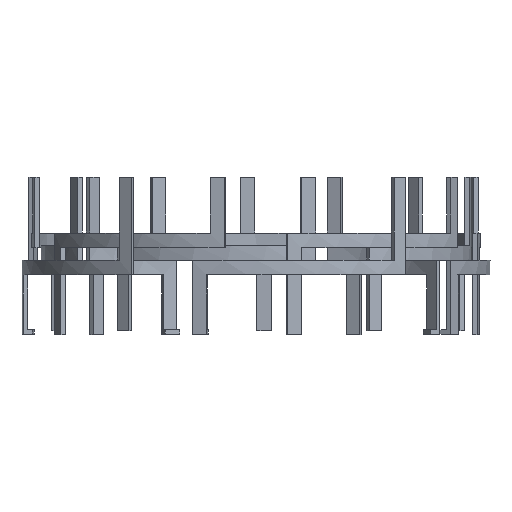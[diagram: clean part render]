
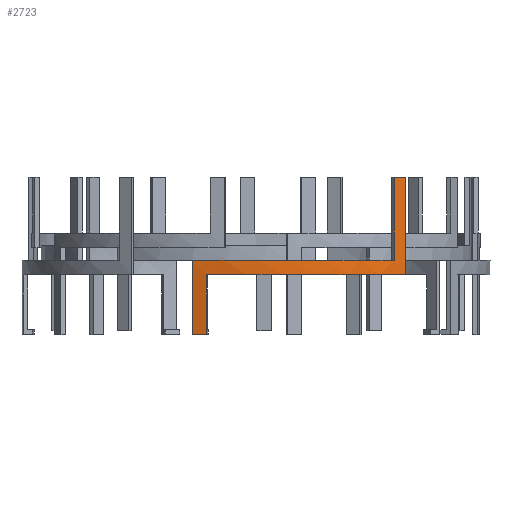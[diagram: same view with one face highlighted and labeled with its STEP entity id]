
A CAD part, front view. The second image highlights one B-rep face of the part: STEP entity #2723.
In plain terms, the highlighted free-form (B-spline) face has degree [2, 1] with [3, 2] control points.
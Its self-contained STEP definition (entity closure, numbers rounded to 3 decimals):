
#2634 = VERTEX_POINT('',#2635);
#2635 = CARTESIAN_POINT('',(1238.843,-221.701,
    -4.532));
#2648 = VERTEX_POINT('',#2649);
#2649 = CARTESIAN_POINT('',(1238.843,-221.701,
    -101.972));
#2654 = EDGE_CURVE('',#2634,#2648,#2655,.T.);
#2655 = B_SPLINE_CURVE_WITH_KNOTS('',1,(#2656,#2657),.UNSPECIFIED.,.F.,
  .F.,(2,2),(-156.,-70.),.PIECEWISE_BEZIER_KNOTS.);
#2656 = CARTESIAN_POINT('',(1238.843,-221.701,
    -4.532));
#2657 = CARTESIAN_POINT('',(1238.843,-221.701,
    -101.972));
#2667 = EDGE_CURVE('',#2648,#2668,#2670,.T.);
#2668 = VERTEX_POINT('',#2669);
#2669 = CARTESIAN_POINT('',(1001.612,-264.502,
    -101.972));
#2670 = ( BOUNDED_CURVE() B_SPLINE_CURVE(2,(#2671,#2672,#2673),
.UNSPECIFIED.,.F.,.F.) B_SPLINE_CURVE_WITH_KNOTS((3,3),(4.708,
5.616),.PIECEWISE_BEZIER_KNOTS.) CURVE() 
GEOMETRIC_REPRESENTATION_ITEM() RATIONAL_B_SPLINE_CURVE((1.,
0.899,1.)) REPRESENTATION_ITEM('') );
#2671 = CARTESIAN_POINT('',(1238.843,-221.701,
    -101.972));
#2672 = CARTESIAN_POINT('',(1130.669,-300.977,
    -101.972));
#2673 = CARTESIAN_POINT('',(1001.612,-264.502,
    -101.972));
#2698 = EDGE_CURVE('',#2699,#2634,#2701,.T.);
#2699 = VERTEX_POINT('',#2700);
#2700 = CARTESIAN_POINT('',(1252.242,-211.229,
    -4.532));
#2701 = ( BOUNDED_CURVE() B_SPLINE_CURVE(2,(#2702,#2703,#2704),
.UNSPECIFIED.,.F.,.F.) B_SPLINE_CURVE_WITH_KNOTS((3,3),(4.646,
4.708),.PIECEWISE_BEZIER_KNOTS.) CURVE() 
GEOMETRIC_REPRESENTATION_ITEM() RATIONAL_B_SPLINE_CURVE((1.,
1.,1.)) REPRESENTATION_ITEM('') );
#2702 = CARTESIAN_POINT('',(1252.242,-211.229,
    -4.532));
#2703 = CARTESIAN_POINT('',(1245.704,-216.673,
    -4.532));
#2704 = CARTESIAN_POINT('',(1238.843,-221.701,
    -4.532));
#2723 = ADVANCED_FACE('',(#2724),#2764,.T.);
#2724 = FACE_BOUND('',#2725,.T.);
#2725 = EDGE_LOOP('',(#2726,#2727,#2728,#2735,#2743,#2750,#2758,#2763));
#2726 = ORIENTED_EDGE('',*,*,#2654,.T.);
#2727 = ORIENTED_EDGE('',*,*,#2667,.T.);
#2728 = ORIENTED_EDGE('',*,*,#2729,.F.);
#2729 = EDGE_CURVE('',#2730,#2668,#2732,.T.);
#2730 = VERTEX_POINT('',#2731);
#2731 = CARTESIAN_POINT('',(1001.612,-264.502,
    -188.923));
#2732 = B_SPLINE_CURVE_WITH_KNOTS('',1,(#2733,#2734),.UNSPECIFIED.,.F.,
  .F.,(2,2),(-6.743,70.),.PIECEWISE_BEZIER_KNOTS.);
#2733 = CARTESIAN_POINT('',(1001.612,-264.502,
    -188.923));
#2734 = CARTESIAN_POINT('',(1001.612,-264.502,
    -101.972));
#2735 = ORIENTED_EDGE('',*,*,#2736,.F.);
#2736 = EDGE_CURVE('',#2737,#2730,#2739,.T.);
#2737 = VERTEX_POINT('',#2738);
#2738 = CARTESIAN_POINT('',(1018.112,-268.619,
    -188.923));
#2739 = ( BOUNDED_CURVE() B_SPLINE_CURVE(2,(#2740,#2741,#2742),
.UNSPECIFIED.,.F.,.F.) B_SPLINE_CURVE_WITH_KNOTS((3,3),(5.554,
5.616),.PIECEWISE_BEZIER_KNOTS.) CURVE() 
GEOMETRIC_REPRESENTATION_ITEM() RATIONAL_B_SPLINE_CURVE((1.,
1.,1.)) REPRESENTATION_ITEM('') );
#2740 = CARTESIAN_POINT('',(1018.112,-268.619,
    -188.923));
#2741 = CARTESIAN_POINT('',(1009.798,-266.816,
    -188.923));
#2742 = CARTESIAN_POINT('',(1001.612,-264.502,
    -188.923));
#2743 = ORIENTED_EDGE('',*,*,#2744,.T.);
#2744 = EDGE_CURVE('',#2737,#2745,#2747,.T.);
#2745 = VERTEX_POINT('',#2746);
#2746 = CARTESIAN_POINT('',(1018.112,-268.619,
    -118.967));
#2747 = B_SPLINE_CURVE_WITH_KNOTS('',1,(#2748,#2749),.UNSPECIFIED.,.F.,
  .F.,(2,2),(-6.743,55.),.PIECEWISE_BEZIER_KNOTS.);
#2748 = CARTESIAN_POINT('',(1018.112,-268.619,
    -188.923));
#2749 = CARTESIAN_POINT('',(1018.112,-268.619,
    -118.967));
#2750 = ORIENTED_EDGE('',*,*,#2751,.T.);
#2751 = EDGE_CURVE('',#2745,#2752,#2754,.T.);
#2752 = VERTEX_POINT('',#2753);
#2753 = CARTESIAN_POINT('',(1252.242,-211.229,
    -118.967));
#2754 = ( BOUNDED_CURVE() B_SPLINE_CURVE(2,(#2755,#2756,#2757),
.UNSPECIFIED.,.F.,.F.) B_SPLINE_CURVE_WITH_KNOTS((3,3),(0.729,
1.637),.PIECEWISE_BEZIER_KNOTS.) CURVE() 
GEOMETRIC_REPRESENTATION_ITEM() RATIONAL_B_SPLINE_CURVE((1.,
0.899,1.)) REPRESENTATION_ITEM('') );
#2755 = CARTESIAN_POINT('',(1018.112,-268.619,
    -118.967));
#2756 = CARTESIAN_POINT('',(1149.178,-297.043,
    -118.967));
#2757 = CARTESIAN_POINT('',(1252.242,-211.229,
    -118.967));
#2758 = ORIENTED_EDGE('',*,*,#2759,.T.);
#2759 = EDGE_CURVE('',#2752,#2699,#2760,.T.);
#2760 = B_SPLINE_CURVE_WITH_KNOTS('',1,(#2761,#2762),.UNSPECIFIED.,.F.,
  .F.,(2,2),(55.,156.),.PIECEWISE_BEZIER_KNOTS.);
#2761 = CARTESIAN_POINT('',(1252.242,-211.229,
    -118.967));
#2762 = CARTESIAN_POINT('',(1252.242,-211.229,
    -4.532));
#2763 = ORIENTED_EDGE('',*,*,#2698,.T.);
#2764 = ( BOUNDED_SURFACE() B_SPLINE_SURFACE(2,1,(
    (#2765,#2766)
    ,(#2767,#2768)
    ,(#2769,#2770
)),.UNSPECIFIED.,.F.,.F.,.F.) B_SPLINE_SURFACE_WITH_KNOTS((3,3),(2,2),(
    0.667,1.637),(-6.743,156.),
.PIECEWISE_BEZIER_KNOTS.) GEOMETRIC_REPRESENTATION_ITEM() 
RATIONAL_B_SPLINE_SURFACE((
    (1.,1.)
    ,(0.885,0.885)
,(1.,1.))) REPRESENTATION_ITEM('') SURFACE() );
#2765 = CARTESIAN_POINT('',(1001.612,-264.502,
    -188.923));
#2766 = CARTESIAN_POINT('',(1001.612,-264.502,
    -4.532));
#2767 = CARTESIAN_POINT('',(1140.96,-303.886,
    -188.923));
#2768 = CARTESIAN_POINT('',(1140.96,-303.886,
    -4.532));
#2769 = CARTESIAN_POINT('',(1252.242,-211.229,
    -188.923));
#2770 = CARTESIAN_POINT('',(1252.242,-211.229,
    -4.532));
